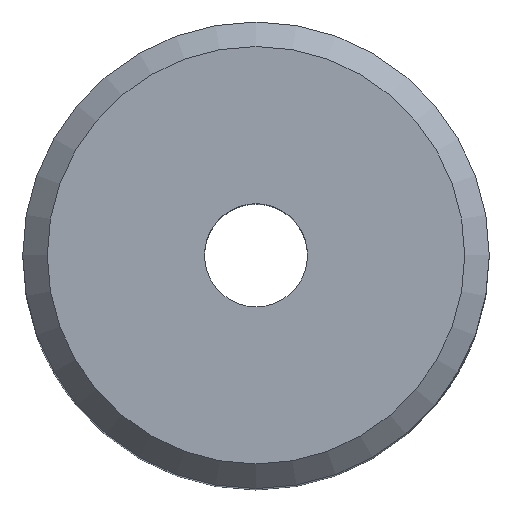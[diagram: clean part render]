
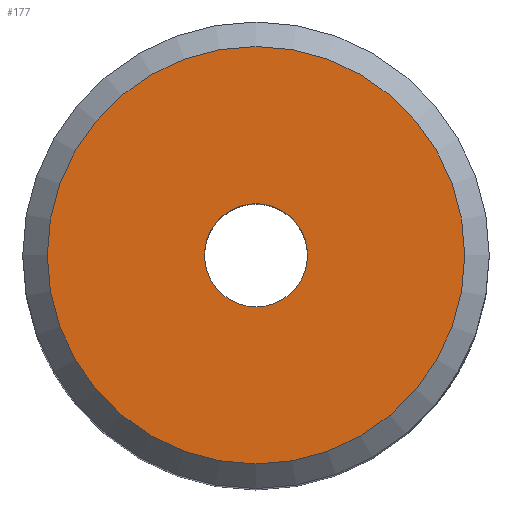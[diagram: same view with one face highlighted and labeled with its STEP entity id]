
A CAD part, top view. The second image highlights one B-rep face of the part: STEP entity #177.
In plain terms, the highlighted planar face has unit normal (0, 0, 1).
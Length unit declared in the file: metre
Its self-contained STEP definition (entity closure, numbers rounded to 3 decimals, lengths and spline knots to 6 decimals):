
#35=ORIENTED_EDGE('',*,*,#67,.T.);
#36=ORIENTED_EDGE('',*,*,#68,.F.);
#67=EDGE_CURVE('',#83,#83,#99,.F.);
#68=EDGE_CURVE('',#84,#84,#100,.T.);
#83=VERTEX_POINT('',#277);
#84=VERTEX_POINT('',#279);
#99=CIRCLE('',#204,0.0085);
#100=CIRCLE('',#205,0.0021);
#109=EDGE_LOOP('',(#35));
#110=EDGE_LOOP('',(#36));
#141=FACE_BOUND('',#109,.T.);
#142=FACE_BOUND('',#110,.T.);
#173=PLANE('',#203);
#177=ADVANCED_FACE('',(#141,#142),#173,.F.);
#203=AXIS2_PLACEMENT_3D('',#275,#228,#229);
#204=AXIS2_PLACEMENT_3D('',#276,#230,#231);
#205=AXIS2_PLACEMENT_3D('',#278,#232,#233);
#228=DIRECTION('',(0.,0.,-1.));
#229=DIRECTION('',(-1.,0.,0.));
#230=DIRECTION('',(0.,0.,-1.));
#231=DIRECTION('',(-1.,0.,0.));
#232=DIRECTION('',(0.,0.,1.));
#233=DIRECTION('',(1.,0.,0.));
#275=CARTESIAN_POINT('',(0.,0.0095,0.));
#276=CARTESIAN_POINT('',(0.,0.,0.));
#277=CARTESIAN_POINT('',(-0.0085,0.,0.));
#278=CARTESIAN_POINT('',(0.,0.,0.));
#279=CARTESIAN_POINT('',(0.0021,0.,0.));
